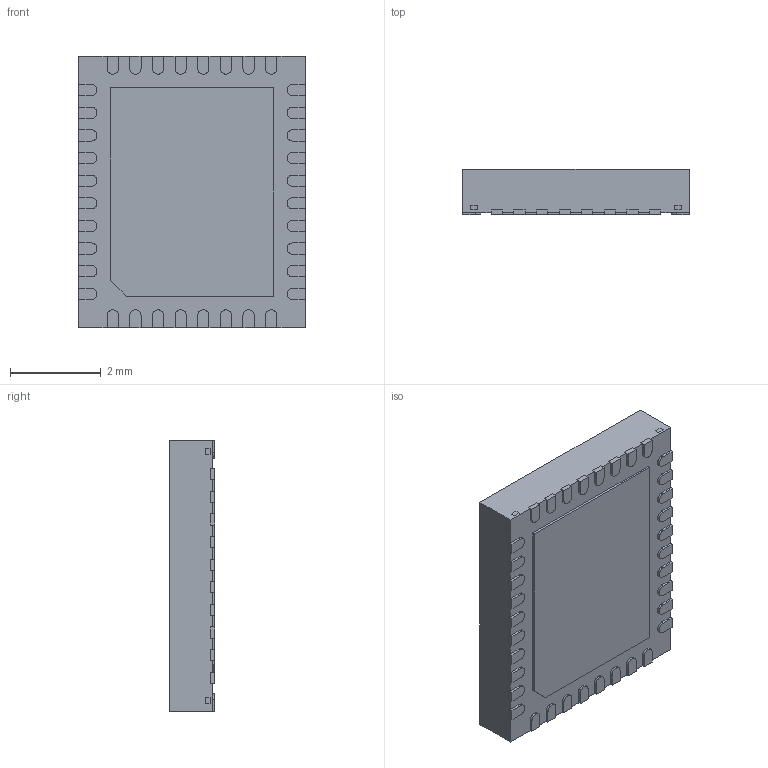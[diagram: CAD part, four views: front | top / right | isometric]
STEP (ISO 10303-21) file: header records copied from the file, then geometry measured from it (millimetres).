
FILE_DESCRIPTION (( 'STEP AP214' ), '1' );
FILE_NAME ('BQ25756RRVR.STEP', '2023-12-26T22:59:29', ( '' ), ( '' ), 'SwSTEP 2.0', 'SolidWorks 2021', '' );
FILE_SCHEMA (( 'AUTOMOTIVE_DESIGN' ));
Length unit declared in the file: millimetre
Products named in the file (1): BQ25756RRVR
Bounding box: 5 x 1 x 6 mm (x, y, z)
Volume: 29.5 mm3; surface area: 129.4 mm2
Topology: 43 solids, 43 shells, 452 faces, 1095 edges, 730 vertices
Faces by surface type: plane 360, cylinder 92
Entity records: 13531 total; most frequent: CARTESIAN_POINT 2278, ORIENTED_EDGE 2190, DIRECTION 2185, EDGE_CURVE 1095, VECTOR 911, LINE 911, VERTEX_POINT 730, AXIS2_PLACEMENT_3D 637
